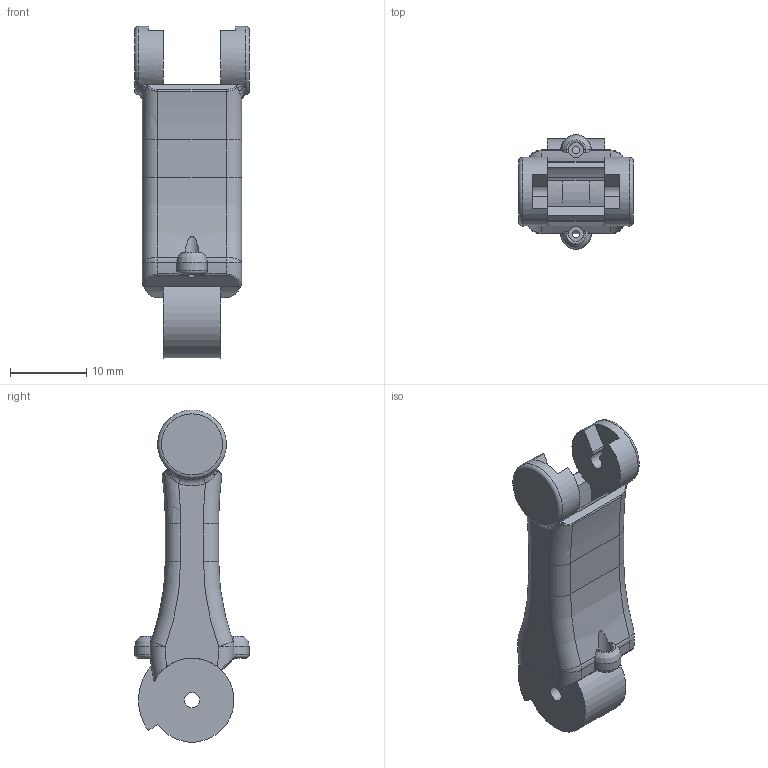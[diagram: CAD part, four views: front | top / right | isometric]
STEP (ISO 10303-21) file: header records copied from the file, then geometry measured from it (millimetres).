
FILE_DESCRIPTION(/* description */ (''),/* implementation_level */ '2;1');
FILE_NAME(/* name */ 'Middle Phalanx III.step',/* time_stamp */ '2022-08-07T18:15:16+01:00',/* author */ (''),/* organization */ (''),/* preprocessor_version */ 'ST-DEVELOPER v18.1',/* originating_system */ 'Autodesk Translation Framework v10.10.0.1391',/* authorisation */ '');
FILE_SCHEMA (('AUTOMOTIVE_DESIGN { 1 0 10303 214 3 1 1 }'));
Length unit declared in the file: millimetre
Products named in the file (1): Middle Phalanx III
Bounding box: 15 x 15 x 43.48 mm (x, y, z)
Volume: 2913.9 mm3; surface area: 2925.7 mm2
Topology: 1 solids, 2 shells, 160 faces, 419 edges, 261 vertices
Faces by surface type: cylinder 68, plane 40, bspline 28, torus 20, sphere 4
Full cylindrical faces by diameter (mm): 1 x2, 2 x3, 6 x1
Entity records: 6174 total; most frequent: CARTESIAN_POINT 2337, ORIENTED_EDGE 838, DIRECTION 752, EDGE_CURVE 419, AXIS2_PLACEMENT_3D 314, VERTEX_POINT 261, CIRCLE 180, EDGE_LOOP 166
